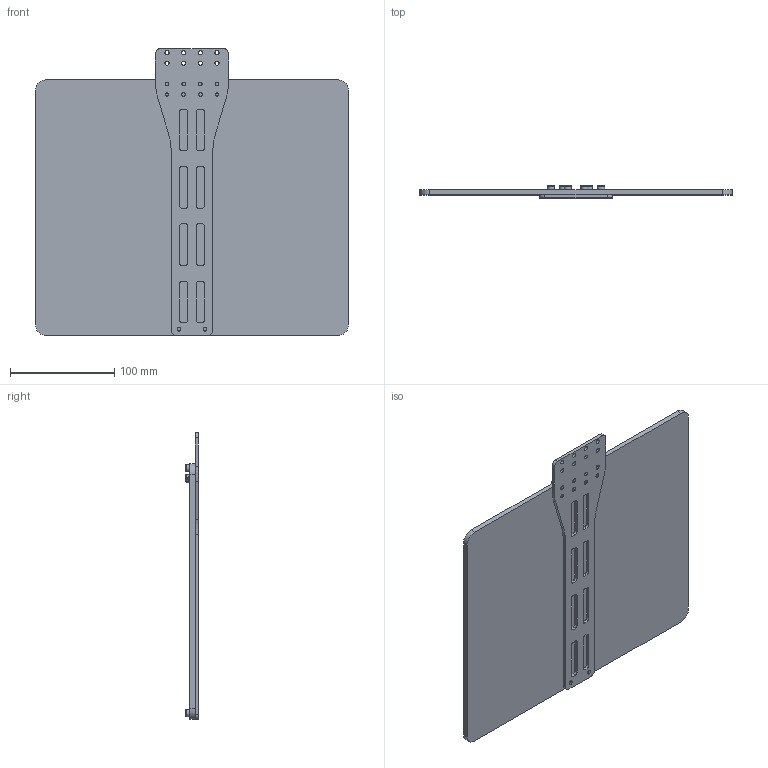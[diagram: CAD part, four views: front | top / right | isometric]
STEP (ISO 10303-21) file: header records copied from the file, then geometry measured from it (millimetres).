
FILE_DESCRIPTION (( 'STEP AP214' ), '1' );
FILE_NAME ('BDB-6.STEP', '2022-03-21T06:33:19', ( '' ), ( '' ), 'SwSTEP 2.0', 'SolidWorks 2017', '' );
FILE_SCHEMA (( 'AUTOMOTIVE_DESIGN' ));
Length unit declared in the file: millimetre
Products named in the file (5): BDB-6; pins with external thread gb_GB_CONNECTING_PIECE_PIN_PPET 4X10-N; R000280-磨砂亚克力小标定板BDB-6-F版本; R000206-标定板支撑件-E版本; hexagon socket head cap screws gb_GB_FASTENER_SCREWS_HSHCS M4X8-N
Assembly tree (12 placements, depth 2):
  BDB-6
    R000206-标定板支撑件-E版本
    R000280-磨砂亚克力小标定板BDB-6-F版本
    hexagon socket head cap screws gb_GB_FASTENER_SCREWS_HSHCS M4X8-N  x8
    pins with external thread gb_GB_CONNECTING_PIECE_PIN_PPET 4X10-N  x2
Bounding box: 300 x 12 x 275 mm (x, y, z)
Volume: 397788.2 mm3; surface area: 180556.2 mm2
Topology: 12 solids, 12 shells, 379 faces, 898 edges, 574 vertices
Faces by surface type: plane 239, cylinder 110, cone 22, torus 8
Full cylindrical faces by diameter (mm): 3.3 x10, 4 x26, 4.5 x2, 7 x8, 30 x20
Entity records: 7276 total; most frequent: DIRECTION 1212, CARTESIAN_POINT 1162, ORIENTED_EDGE 1048, EDGE_CURVE 524, AXIS2_PLACEMENT_3D 448, VERTEX_POINT 382, EDGE_LOOP 380, VECTOR 316
